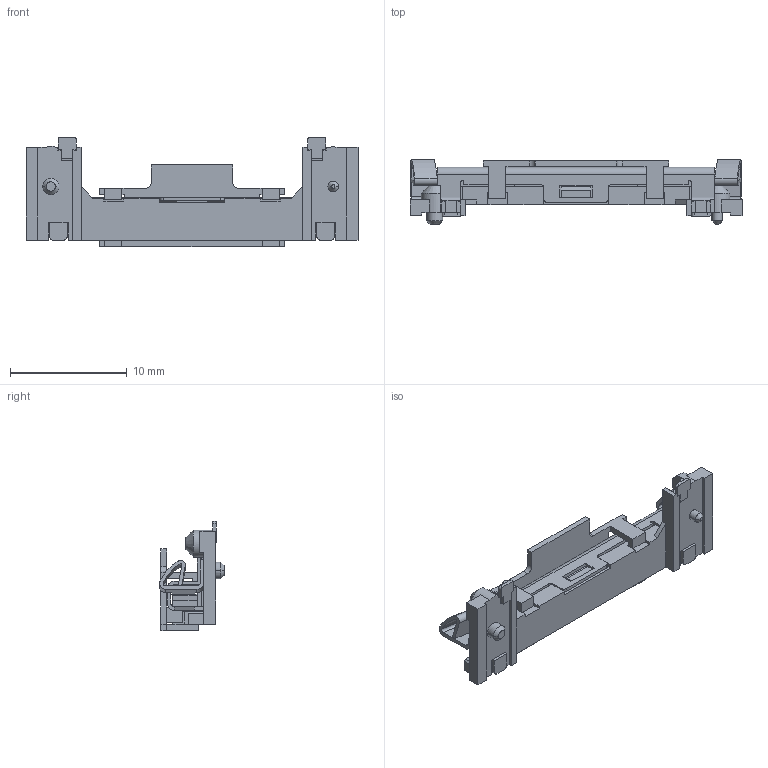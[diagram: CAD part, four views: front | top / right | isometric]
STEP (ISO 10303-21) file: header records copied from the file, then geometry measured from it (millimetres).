
FILE_DESCRIPTION((''),'2;1');
FILE_NAME('480994000','2014-01-29T',('me'),(''),'PRO/ENGINEER BY PARAMETRIC TECHNOLOGY CORPORATION, 2011490','PRO/ENGINEER BY PARAMETRIC TECHNOLOGY CORPORATION, 2011490','');
FILE_SCHEMA(('CONFIG_CONTROL_DESIGN'));
Length unit declared in the file: millimetre
Products named in the file (1): 480994000
Bounding box: 28.45 x 5.55 x 9.36 mm (x, y, z)
Volume: 319.6 mm3; surface area: 1324.8 mm2
Topology: 1 solids, 1 shells, 346 faces, 1097 edges, 731 vertices
Faces by surface type: plane 296, cylinder 44, cone 6
Entity records: 12056 total; most frequent: CARTESIAN_POINT 2185, ORIENTED_EDGE 2150, DIRECTION 1903, EDGE_CURVE 1075, VECTOR 977, LINE 977, VERTEX_POINT 707, AXIS2_PLACEMENT_3D 463
